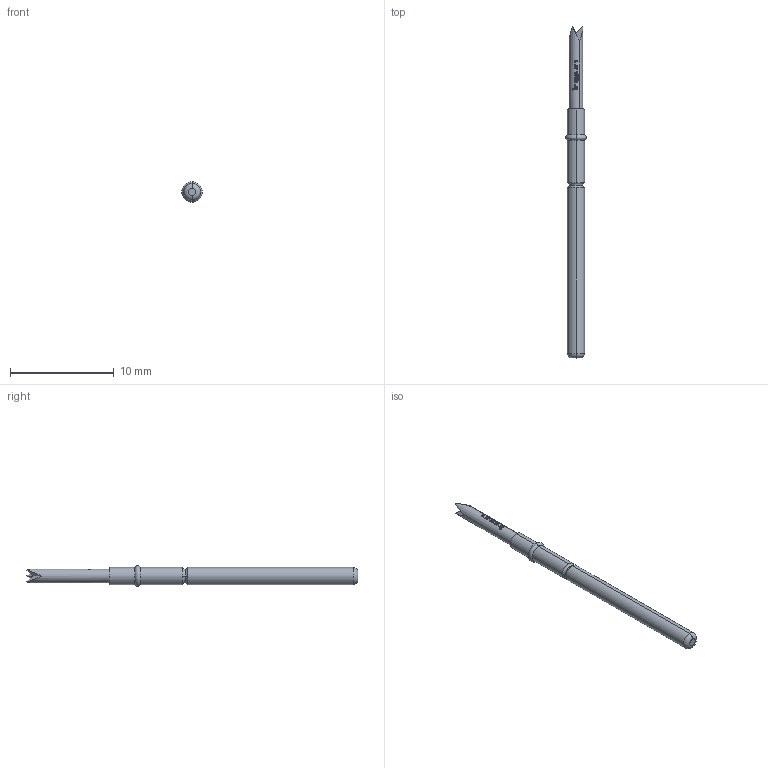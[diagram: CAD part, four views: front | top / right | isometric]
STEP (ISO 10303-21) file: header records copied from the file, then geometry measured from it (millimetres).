
FILE_DESCRIPTION (( 'STEP AP203' ), '1' );
FILE_NAME ('INGUN_GKS-912_233_130_N_xx03.STEP', '2021-09-30T09:14:26', ( 'ochi' ), ( '' ), 'SwSTEP 2.0', 'SolidWorks 2018', '' );
FILE_SCHEMA (( 'CONFIG_CONTROL_DESIGN' ));
Length unit declared in the file: millimetre
Products named in the file (1): INGUN_GKS-912_233_130_N_xx03
Bounding box: 2 x 32 x 2 mm (x, y, z)
Volume: 61.1 mm3; surface area: 161.4 mm2
Topology: 1 solids, 1 shells, 93 faces, 242 edges, 157 vertices
Faces by surface type: bspline 42, plane 28, cylinder 15, torus 8
Entity records: 3882 total; most frequent: CARTESIAN_POINT 2020, ORIENTED_EDGE 484, EDGE_CURVE 242, B_SPLINE_CURVE_WITH_KNOTS 190, DIRECTION 180, VERTEX_POINT 157, EDGE_LOOP 99, ADVANCED_FACE 93
